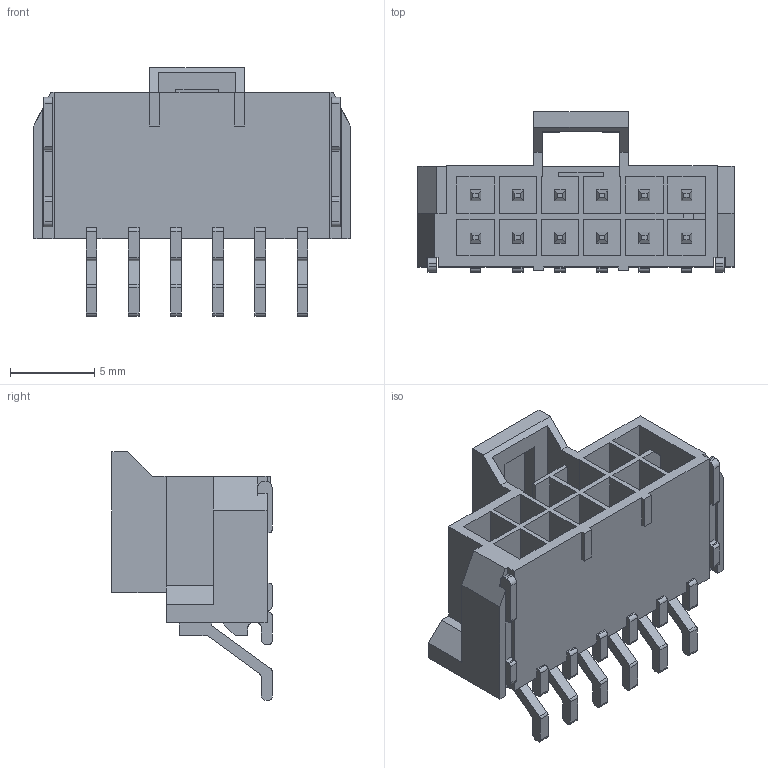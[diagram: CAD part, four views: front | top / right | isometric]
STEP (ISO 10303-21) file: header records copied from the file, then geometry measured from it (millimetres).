
FILE_DESCRIPTION((''),'2;1');
FILE_NAME('1054051212','2016-10-27T',('rlalsangi'),(''),'PRO/ENGINEER BY PARAMETRIC TECHNOLOGY CORPORATION, 2012310','PRO/ENGINEER BY PARAMETRIC TECHNOLOGY CORPORATION, 2012310','');
FILE_SCHEMA(('CONFIG_CONTROL_DESIGN'));
Length unit declared in the file: millimetre
Products named in the file (1): 1054051212
Bounding box: 18.74 x 9.49 x 14.74 mm (x, y, z)
Volume: 651.5 mm3; surface area: 1762.5 mm2
Topology: 1 solids, 1 shells, 432 faces, 1200 edges, 801 vertices
Faces by surface type: plane 376, cylinder 56
Entity records: 13537 total; most frequent: CARTESIAN_POINT 2378, ORIENTED_EDGE 2288, DIRECTION 2178, EDGE_CURVE 1144, VECTOR 1088, LINE 1088, VERTEX_POINT 745, AXIS2_PLACEMENT_3D 545
